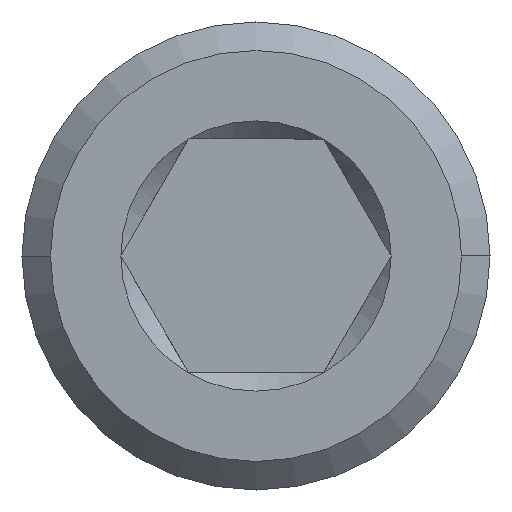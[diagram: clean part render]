
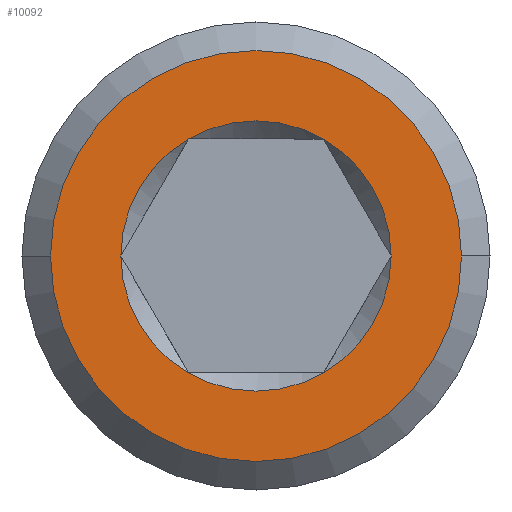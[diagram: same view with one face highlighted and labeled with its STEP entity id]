
A CAD part, left-side view. The second image highlights one B-rep face of the part: STEP entity #10092.
In plain terms, the highlighted planar face has unit normal (-1, 0, 0).
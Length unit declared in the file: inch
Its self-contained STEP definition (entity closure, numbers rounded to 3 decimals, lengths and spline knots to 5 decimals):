
#339 = CIRCLE ( 'NONE', #9595, 0.137 ) ;
#908 = DIRECTION ( 'NONE',  ( 0., -1., 0. ) ) ;
#909 = DIRECTION ( 'NONE',  ( -1., 0., 0. ) ) ;
#910 = DIRECTION ( 'NONE',  ( 0., 1., 0. ) ) ;
#911 = DIRECTION ( 'NONE',  ( 1., 0., 0. ) ) ;
#1617 = CARTESIAN_POINT ( 'NONE',  ( -1.19, 0., 0. ) ) ;
#1625 = CARTESIAN_POINT ( 'NONE',  ( -1.19, 0., 0. ) ) ;
#1627 = DIRECTION ( 'NONE',  ( 0., -1., 0. ) ) ;
#1629 = DIRECTION ( 'NONE',  ( -1., 0., 0. ) ) ;
#1632 = DIRECTION ( 'NONE',  ( 0., -1., 0. ) ) ;
#1633 = DIRECTION ( 'NONE',  ( -1., 0., 0. ) ) ;
#1647 = CARTESIAN_POINT ( 'NONE',  ( -1.19, 0., 0. ) ) ;
#1650 = DIRECTION ( 'NONE',  ( 0., -1., 0. ) ) ;
#1651 = DIRECTION ( 'NONE',  ( -1., 0., 0. ) ) ;
#1657 = DIRECTION ( 'NONE',  ( 0., -1., 0. ) ) ;
#1658 = DIRECTION ( 'NONE',  ( -1., 0., 0. ) ) ;
#1662 = CARTESIAN_POINT ( 'NONE',  ( -1.19, 0., 0. ) ) ;
#1666 = DIRECTION ( 'NONE',  ( 0., -1., 0. ) ) ;
#1668 = DIRECTION ( 'NONE',  ( -1., 0., 0. ) ) ;
#1670 = CARTESIAN_POINT ( 'NONE',  ( -1.19, 0., 0. ) ) ;
#1681 = CARTESIAN_POINT ( 'NONE',  ( -1.19, 0., 0. ) ) ;
#1682 = CARTESIAN_POINT ( 'NONE',  ( -1.19, 0., 0. ) ) ;
#2985 = EDGE_CURVE ( 'NONE', #4077, #3798, #339, .T. ) ;
#3195 = CARTESIAN_POINT ( 'NONE',  ( -1.19, 0.137, 0. ) ) ;
#3210 = CARTESIAN_POINT ( 'NONE',  ( -1.19, -0.137, 0. ) ) ;
#3238 = CARTESIAN_POINT ( 'NONE',  ( -1.19, 0.04503, -0.078 ) ) ;
#3239 = CARTESIAN_POINT ( 'NONE',  ( -1.19, -0.09007, 0. ) ) ;
#3242 = CARTESIAN_POINT ( 'NONE',  ( -1.19, 0.09007, 0. ) ) ;
#3243 = CARTESIAN_POINT ( 'NONE',  ( -1.19, -0.04503, 0.078 ) ) ;
#3244 = CARTESIAN_POINT ( 'NONE',  ( -1.19, 0.04503, 0.078 ) ) ;
#3245 = CARTESIAN_POINT ( 'NONE',  ( -1.19, -0.04503, -0.078 ) ) ;
#3278 = DIRECTION ( 'NONE',  ( 0., 1., 0. ) ) ;
#3279 = DIRECTION ( 'NONE',  ( 1., 0., 0. ) ) ;
#3280 = CARTESIAN_POINT ( 'NONE',  ( -1.19, 0., 0. ) ) ;
#3762 = VERTEX_POINT ( 'NONE', #3245 ) ;
#3763 = VERTEX_POINT ( 'NONE', #3244 ) ;
#3764 = VERTEX_POINT ( 'NONE', #3243 ) ;
#3765 = VERTEX_POINT ( 'NONE', #3242 ) ;
#3768 = VERTEX_POINT ( 'NONE', #3239 ) ;
#3769 = VERTEX_POINT ( 'NONE', #3238 ) ;
#3798 = VERTEX_POINT ( 'NONE', #3210 ) ;
#4077 = VERTEX_POINT ( 'NONE', #3195 ) ;
#6926 = DIRECTION ( 'NONE',  ( 0., -1., 0. ) ) ;
#6927 = DIRECTION ( 'NONE',  ( -1., 0., 0. ) ) ;
#6930 = PLANE ( 'NONE',  #9678 ) ;
#6931 = CARTESIAN_POINT ( 'NONE',  ( -1.19, 0.137, 0. ) ) ;
#9595 = AXIS2_PLACEMENT_3D ( 'NONE', #3280, #3279, #3278 ) ;
#9678 = AXIS2_PLACEMENT_3D ( 'NONE', #6931, #6927, #6926 ) ;
#9753 = AXIS2_PLACEMENT_3D ( 'NONE', #1647, #1633, #1632 ) ;
#9754 = AXIS2_PLACEMENT_3D ( 'NONE', #1670, #1668, #1666 ) ;
#9755 = AXIS2_PLACEMENT_3D ( 'NONE', #1681, #1658, #1657 ) ;
#9756 = AXIS2_PLACEMENT_3D ( 'NONE', #1682, #1651, #1650 ) ;
#9757 = AXIS2_PLACEMENT_3D ( 'NONE', #1662, #1629, #1627 ) ;
#9758 = AXIS2_PLACEMENT_3D ( 'NONE', #1625, #911, #910 ) ;
#9760 = AXIS2_PLACEMENT_3D ( 'NONE', #1617, #909, #908 ) ;
#9783 = ORIENTED_EDGE ( 'NONE', *, *, #11305, .F. ) ;
#9786 = ORIENTED_EDGE ( 'NONE', *, *, #11300, .F. ) ;
#9826 = ORIENTED_EDGE ( 'NONE', *, *, #11302, .F. ) ;
#9827 = ORIENTED_EDGE ( 'NONE', *, *, #11304, .F. ) ;
#9828 = ORIENTED_EDGE ( 'NONE', *, *, #11309, .F. ) ;
#9829 = ORIENTED_EDGE ( 'NONE', *, *, #11301, .F. ) ;
#9830 = ORIENTED_EDGE ( 'NONE', *, *, #11308, .F. ) ;
#9831 = ORIENTED_EDGE ( 'NONE', *, *, #2985, .F. ) ;
#10092 = ADVANCED_FACE ( 'NONE', ( #10858, #10874 ), #6930, .T. ) ;
#10264 = EDGE_LOOP ( 'NONE', ( #9827, #9826, #9829, #9828, #9786, #9783 ) ) ;
#10311 = EDGE_LOOP ( 'NONE', ( #9831, #9830 ) ) ;
#10858 = FACE_BOUND ( 'NONE', #10264, .T. ) ;
#10874 = FACE_OUTER_BOUND ( 'NONE', #10311, .T. ) ;
#11072 = CIRCLE ( 'NONE', #9754, 0.09007 ) ;
#11073 = CIRCLE ( 'NONE', #9755, 0.09007 ) ;
#11074 = CIRCLE ( 'NONE', #9756, 0.09007 ) ;
#11075 = CIRCLE ( 'NONE', #9753, 0.09007 ) ;
#11076 = CIRCLE ( 'NONE', #9757, 0.09007 ) ;
#11079 = CIRCLE ( 'NONE', #9758, 0.137 ) ;
#11080 = CIRCLE ( 'NONE', #9760, 0.09007 ) ;
#11300 = EDGE_CURVE ( 'NONE', #3763, #3765, #11072, .T. ) ;
#11301 = EDGE_CURVE ( 'NONE', #3769, #3762, #11073, .T. ) ;
#11302 = EDGE_CURVE ( 'NONE', #3762, #3768, #11074, .T. ) ;
#11304 = EDGE_CURVE ( 'NONE', #3768, #3764, #11075, .T. ) ;
#11305 = EDGE_CURVE ( 'NONE', #3764, #3763, #11076, .T. ) ;
#11308 = EDGE_CURVE ( 'NONE', #3798, #4077, #11079, .T. ) ;
#11309 = EDGE_CURVE ( 'NONE', #3765, #3769, #11080, .T. ) ;
